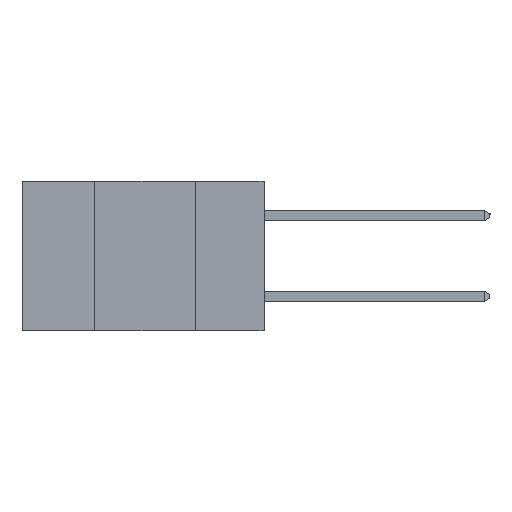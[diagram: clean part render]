
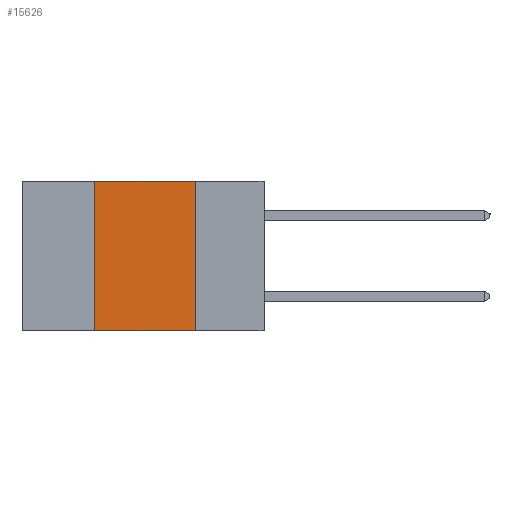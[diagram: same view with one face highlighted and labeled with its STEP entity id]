
A CAD part, left-side view. The second image highlights one B-rep face of the part: STEP entity #15626.
In plain terms, the highlighted planar face has unit normal (-1, 0, 0).
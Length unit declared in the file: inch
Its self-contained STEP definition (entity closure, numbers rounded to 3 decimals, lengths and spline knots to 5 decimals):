
#255 = CARTESIAN_POINT ( 'NONE',  ( 0., 0.42, 0. ) ) ;
#822 = CARTESIAN_POINT ( 'NONE',  ( 0., 0.17, -0.37 ) ) ;
#823 = LINE ( 'NONE', #3237, #1143 ) ;
#934 = EDGE_CURVE ( 'NONE', #8786, #9481, #14215, .T. ) ;
#1079 = CARTESIAN_POINT ( 'NONE',  ( 0., 0.17, -0.37 ) ) ;
#1143 = VECTOR ( 'NONE', #11111, 39.37008 ) ;
#1250 = AXIS2_PLACEMENT_3D ( 'NONE', #9012, #4859, #6239 ) ;
#1255 = ORIENTED_EDGE ( 'NONE', *, *, #15201, .F. ) ;
#2203 = CARTESIAN_POINT ( 'NONE',  ( 0., 0.6, 0. ) ) ;
#2408 = VECTOR ( 'NONE', #8070, 39.37008 ) ;
#3237 = CARTESIAN_POINT ( 'NONE',  ( 0., 0.6, -0.37 ) ) ;
#3408 = DIRECTION ( 'NONE',  ( 0., -1., 0. ) ) ;
#4859 = DIRECTION ( 'NONE',  ( 1., 0., 0. ) ) ;
#6132 = CARTESIAN_POINT ( 'NONE',  ( 0., 0.17, 0. ) ) ;
#6140 = PLANE ( 'NONE',  #1250 ) ;
#6239 = DIRECTION ( 'NONE',  ( 0., 0., -1. ) ) ;
#6396 = VECTOR ( 'NONE', #13182, 39.37008 ) ;
#7982 = EDGE_CURVE ( 'NONE', #17028, #16393, #13605, .T. ) ;
#8070 = DIRECTION ( 'NONE',  ( 0., 0., 1. ) ) ;
#8786 = VERTEX_POINT ( 'NONE', #6132 ) ;
#8976 = VECTOR ( 'NONE', #3408, 39.37008 ) ;
#9012 = CARTESIAN_POINT ( 'NONE',  ( 0., 0.6, 0. ) ) ;
#9444 = ORIENTED_EDGE ( 'NONE', *, *, #934, .F. ) ;
#9481 = VERTEX_POINT ( 'NONE', #822 ) ;
#10075 = LINE ( 'NONE', #2203, #8976 ) ;
#11111 = DIRECTION ( 'NONE',  ( 0., -1., 0. ) ) ;
#11351 = FACE_OUTER_BOUND ( 'NONE', #16278, .T. ) ;
#11612 = EDGE_CURVE ( 'NONE', #17028, #9481, #823, .T. ) ;
#13182 = DIRECTION ( 'NONE',  ( 0., 0., -1. ) ) ;
#13516 = ORIENTED_EDGE ( 'NONE', *, *, #7982, .F. ) ;
#13517 = CARTESIAN_POINT ( 'NONE',  ( 0., 0.42, -0.37 ) ) ;
#13605 = LINE ( 'NONE', #14551, #2408 ) ;
#13851 = ORIENTED_EDGE ( 'NONE', *, *, #11612, .T. ) ;
#14215 = LINE ( 'NONE', #1079, #6396 ) ;
#14551 = CARTESIAN_POINT ( 'NONE',  ( 0., 0.42, -0.37 ) ) ;
#15201 = EDGE_CURVE ( 'NONE', #16393, #8786, #10075, .T. ) ;
#15626 = ADVANCED_FACE ( 'NONE', ( #11351 ), #6140, .F. ) ;
#16278 = EDGE_LOOP ( 'NONE', ( #9444, #1255, #13516, #13851 ) ) ;
#16393 = VERTEX_POINT ( 'NONE', #255 ) ;
#17028 = VERTEX_POINT ( 'NONE', #13517 ) ;
